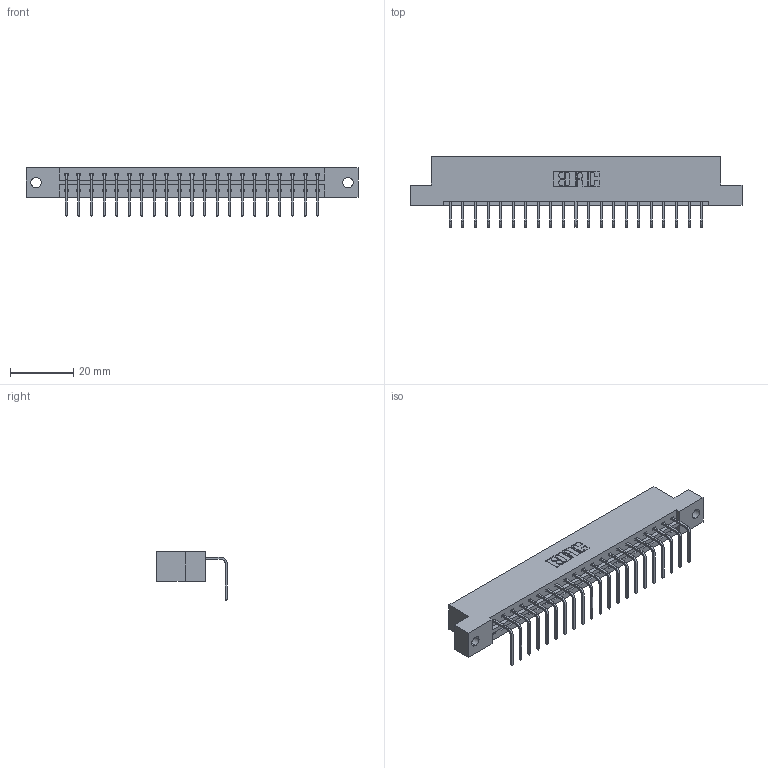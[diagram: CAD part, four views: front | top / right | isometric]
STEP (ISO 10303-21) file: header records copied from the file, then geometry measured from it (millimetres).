
FILE_DESCRIPTION (( 'STEP AP203' ), '1' );
FILE_NAME ('833-021-558-102.STEP', '2020-06-01T15:26:14', ( '' ), ( '' ), 'SwSTEP 2.0', 'SolidWorks 2020', '' );
FILE_SCHEMA (( 'CONFIG_CONTROL_DESIGN' ));
Length unit declared in the file: inch
Products named in the file (3): 833-021-558-102; 833 Part_Flush - .128 Dia; 345-292-001_558 Tail - 2
Assembly tree (22 placements, depth 2):
  833-021-558-102
    833 Part_Flush - .128 Dia
    345-292-001_558 Tail - 2  x21
Bounding box: 104.75 x 22.17 x 15.37 mm (x, y, z)
Volume: 10393.4 mm3; surface area: 11264.9 mm2
Topology: 22 solids, 22 shells, 1374 faces, 4133 edges, 2726 vertices
Faces by surface type: plane 994, cylinder 380
Entity records: 15641 total; most frequent: CARTESIAN_POINT 2709, ORIENTED_EDGE 2666, DIRECTION 2327, EDGE_CURVE 1333, LINE 1205, VECTOR 1205, VERTEX_POINT 886, AXIS2_PLACEMENT_3D 561
